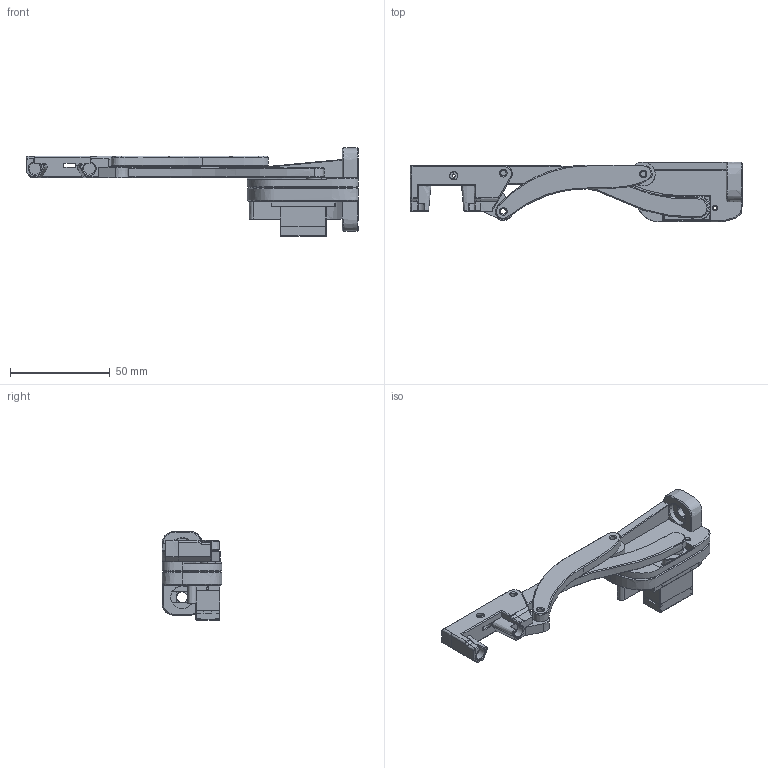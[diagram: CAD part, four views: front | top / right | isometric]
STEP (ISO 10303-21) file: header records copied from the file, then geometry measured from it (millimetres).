
FILE_DESCRIPTION(/* description */ (''),/* implementation_level */ '2;1');
FILE_NAME(/* name */ 'K95Q4F~5',/* time_stamp */ '2024-04-14T18:19:31+02:00',/* author */ (''),/* organization */ (''),/* preprocessor_version */ 'ST-DEVELOPER v15',/* originating_system */ '',/* authorisation */ '');
FILE_SCHEMA (('AUTOMOTIVE_DESIGN'));
Length unit declared in the file: millimetre
Products named in the file (4): Document; servo motor part 1; servo motor part 2; servo motor part 3
Assembly tree (3 placements, depth 2):
  Document
    servo motor part 1
    servo motor part 2
    servo motor part 3
Bounding box: 166.26 x 30 x 44.5 mm (x, y, z)
Volume: 40175.4 mm3; surface area: 26473.8 mm2
Topology: 7 solids, 9 shells, 838 faces, 2222 edges, 1351 vertices
Faces by surface type: bspline 507, plane 331
Entity records: 45186 total; most frequent: CARTESIAN_POINT 31823, ORIENTED_EDGE 4299, EDGE_CURVE 2197, B_SPLINE_CURVE_WITH_KNOTS 1545, VERTEX_POINT 1351, EDGE_LOOP 923, ADVANCED_FACE 838, FACE_OUTER_BOUND 838
